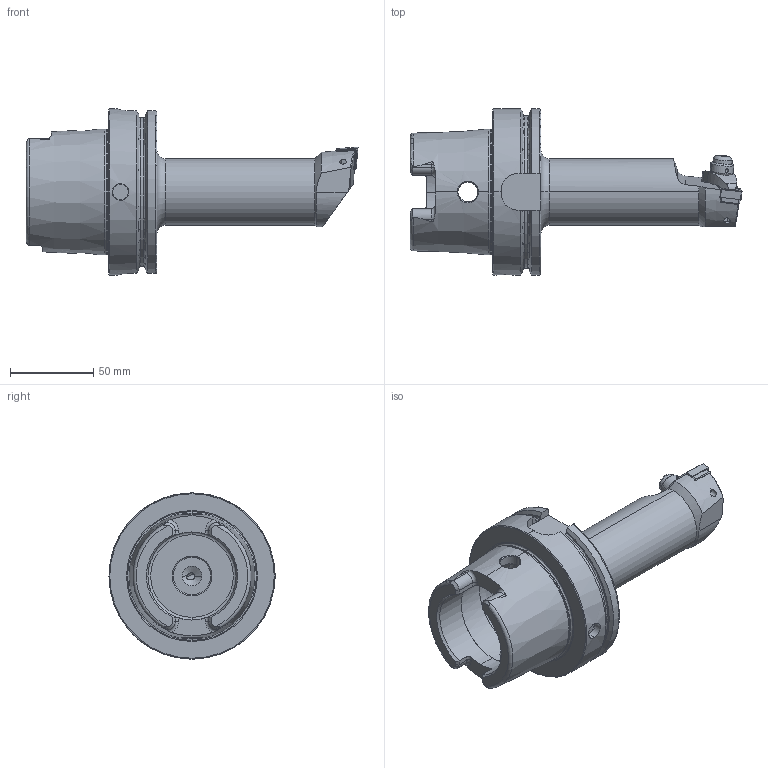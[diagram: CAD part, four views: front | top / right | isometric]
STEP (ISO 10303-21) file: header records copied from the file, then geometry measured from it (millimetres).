
FILE_DESCRIPTION (( 'STEP AP214' ), '1' );
FILE_NAME ('HA0.BCD.LLC.150.STEP', '2024-08-20T12:10:30', ( '' ), ( '' ), 'SwSTEP 2.0', 'SolidWorks 2022', '' );
FILE_SCHEMA (( 'AUTOMOTIVE_DESIGN' ));
Length unit declared in the file: millimetre
Products named in the file (10): ISO 13337 - 3 x 12_PreviewCfg; WCC-ER5.102.012_B; WCC-ER3.102.024_C; WCC-ER2.001.010_A; WCC-ER4.103.032_A; WCD-ER2.101.003_A; CNMG120404; HA0-BCD.LLC.150_B_Fertigbearbeitung; KVT_MB_600_050; HA0.BCD.LLC.150
Assembly tree (9 placements, depth 2):
  HA0.BCD.LLC.150
    HA0-BCD.LLC.150_B_Fertigbearbeitung
    WCD-ER2.101.003_A
    WCC-ER2.001.010_A
    CNMG120404
    WCC-ER3.102.024_C
    KVT_MB_600_050
    ISO 13337 - 3 x 12_PreviewCfg
    WCC-ER4.103.032_A
    WCC-ER5.102.012_B
Bounding box: 199.9 x 100 x 100 mm (x, y, z)
Volume: 380960 mm3; surface area: 72340.4 mm2
Topology: 10 solids, 10 shells, 458 faces, 1138 edges, 694 vertices
Faces by surface type: cylinder 153, plane 118, cone 110, torus 58, bspline 17, sphere 2
Entity records: 17538 total; most frequent: CARTESIAN_POINT 5214, ORIENTED_EDGE 2242, DIRECTION 2225, EDGE_CURVE 1121, AXIS2_PLACEMENT_3D 895, VERTEX_POINT 691, EDGE_LOOP 490, FACE_OUTER_BOUND 458
